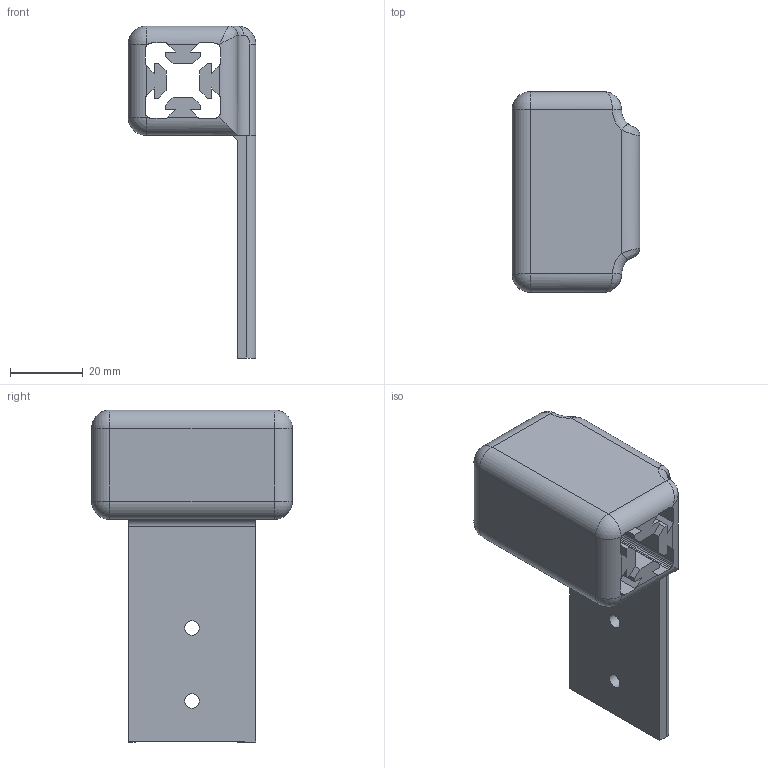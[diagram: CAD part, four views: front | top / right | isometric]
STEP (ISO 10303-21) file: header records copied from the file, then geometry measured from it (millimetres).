
FILE_DESCRIPTION(/* description */ (''),/* implementation_level */ '2;1');
FILE_NAME(/* name */ 'z-axis-rigid-fixator.step',/* time_stamp */ '2026-01-12T20:54:25+03:00',/* author */ (''),/* organization */ (''),/* preprocessor_version */ 'ST-DEVELOPER v20.1',/* originating_system */ 'Autodesk Translation Framework v14.21.0.0',/* authorisation */ '');
FILE_SCHEMA (('AUTOMOTIVE_DESIGN { 1 0 10303 214 3 1 1 }'));
Length unit declared in the file: millimetre
Products named in the file (1): z-axis-rigid-fixator
Bounding box: 35 x 55 x 91 mm (x, y, z)
Volume: 49530.7 mm3; surface area: 20489.1 mm2
Topology: 1 solids, 1 shells, 122 faces, 344 edges, 220 vertices
Faces by surface type: plane 92, cylinder 20, bspline 4, sphere 4, torus 2
Full cylindrical faces by diameter (mm): 4 x2
Entity records: 4087 total; most frequent: CARTESIAN_POINT 831, ORIENTED_EDGE 684, DIRECTION 682, EDGE_CURVE 342, LINE 232, VECTOR 232, AXIS2_PLACEMENT_3D 225, VERTEX_POINT 220
